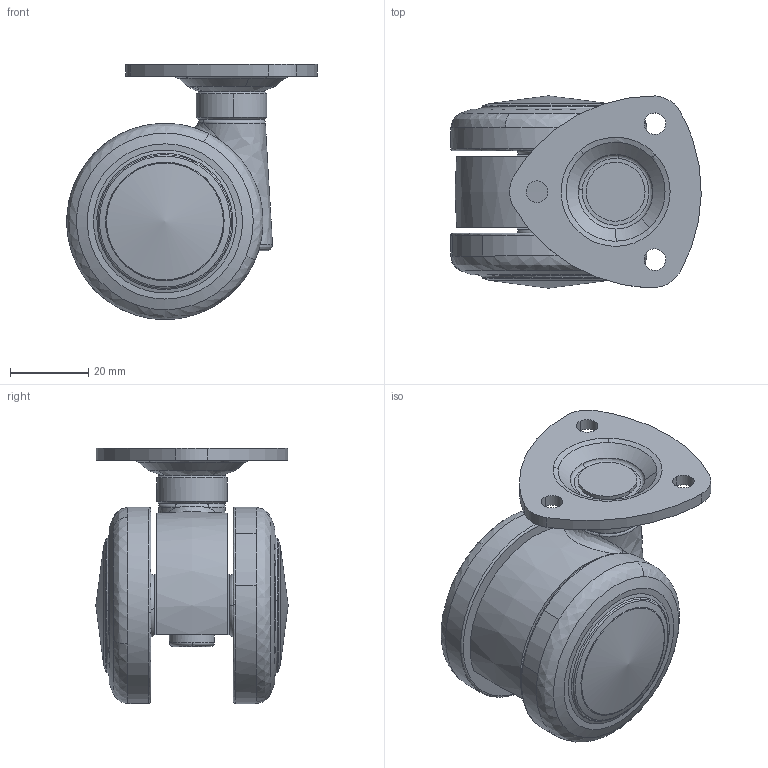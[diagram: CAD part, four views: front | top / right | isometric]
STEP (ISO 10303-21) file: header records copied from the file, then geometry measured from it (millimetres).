
FILE_DESCRIPTION((''),'2;1');
FILE_NAME('','2005-12-16T13:15:19',(''),(''),'','CADfix','');
FILE_SCHEMA(('AUTOMOTIVE_DESIGN'));
Length unit declared in the file: millimetre
Products named in the file (5): wheel; mounting plate; main shaft; body; TE50_3030_36
Assembly tree (5 placements, depth 2):
  TE50_3030_36
    wheel  x2
    mounting plate
    main shaft
    body
Bounding box: 63.82 x 49 x 65 mm (x, y, z)
Volume: 67855 mm3; surface area: 29947.3 mm2
Topology: 5 solids, 5 shells, 149 faces, 495 edges, 375 vertices
Faces by surface type: bspline 149
Entity records: 6255 total; most frequent: CARTESIAN_POINT 4073, ORIENTED_EDGE 794, EDGE_CURVE 397, VERTEX_POINT 299, EDGE_LOOP 148, FACE_OUTER_BOUND 121, ADVANCED_FACE 121, QUASI_UNIFORM_CURVE 78
